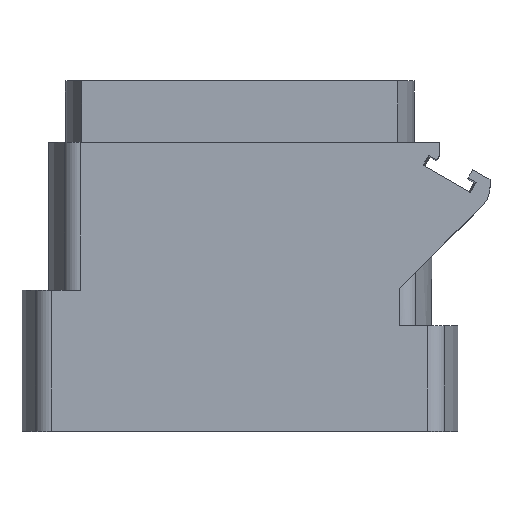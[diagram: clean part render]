
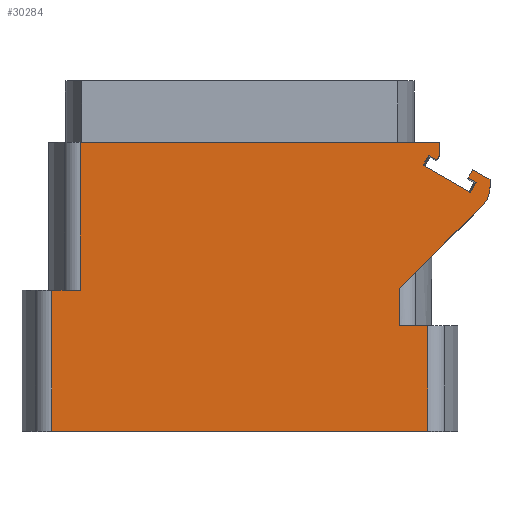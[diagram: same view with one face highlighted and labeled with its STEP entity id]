
A CAD part, top view. The second image highlights one B-rep face of the part: STEP entity #30284.
In plain terms, the highlighted planar face has unit normal (0, 0, 1).
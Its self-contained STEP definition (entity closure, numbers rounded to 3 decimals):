
#16=DIRECTION('',(1.,0.,0.));
#17=VECTOR('',#16,21.35);
#18=CARTESIAN_POINT('',(-10.675,0.,5.));
#19=LINE('',#18,#17);
#173=DIRECTION('',(-1.,0.,0.));
#174=VECTOR('',#173,1.619);
#175=CARTESIAN_POINT('',(10.675,6.,5.));
#176=LINE('',#175,#174);
#190=DIRECTION('',(0.,-1.,0.));
#191=VECTOR('',#190,8.4);
#192=CARTESIAN_POINT('',(-9.056,16.4,5.));
#193=LINE('',#192,#191);
#194=DIRECTION('',(0.,-1.,0.));
#195=VECTOR('',#194,0.696);
#196=CARTESIAN_POINT('',(11.355,16.4,5.));
#197=LINE('',#196,#195);
#198=DIRECTION('',(-0.5,-0.866,0.));
#199=VECTOR('',#198,0.35);
#200=CARTESIAN_POINT('',(11.355,15.704,5.));
#201=LINE('',#200,#199);
#202=DIRECTION('',(0.866,-0.5,0.));
#203=VECTOR('',#202,0.525);
#204=CARTESIAN_POINT('',(10.725,15.663,5.));
#205=LINE('',#204,#203);
#206=DIRECTION('',(0.866,-0.5,0.));
#207=VECTOR('',#206,3.1);
#208=CARTESIAN_POINT('',(10.4,15.1,5.));
#209=LINE('',#208,#207);
#210=DIRECTION('',(0.866,-0.5,0.));
#211=VECTOR('',#210,0.525);
#212=CARTESIAN_POINT('',(12.955,14.375,5.));
#213=LINE('',#212,#211);
#214=DIRECTION('',(0.5,0.866,0.));
#215=VECTOR('',#214,0.55);
#216=CARTESIAN_POINT('',(12.955,14.375,5.));
#217=LINE('',#216,#215);
#218=DIRECTION('',(0.866,-0.5,0.));
#219=VECTOR('',#218,1.12);
#220=CARTESIAN_POINT('',(13.23,14.852,5.));
#221=LINE('',#220,#219);
#222=CARTESIAN_POINT('',(12.7,13.872,5.));
#223=DIRECTION('',(0.,0.,1.));
#224=DIRECTION('',(0.707,-0.707,0.));
#225=AXIS2_PLACEMENT_3D('',#222,#223,#224);
#227=DIRECTION('',(0.,1.,0.));
#228=VECTOR('',#227,2.107);
#229=CARTESIAN_POINT('',(9.056,6.,5.));
#230=LINE('',#229,#228);
#231=DIRECTION('',(0.,1.,0.));
#232=VECTOR('',#231,6.);
#233=CARTESIAN_POINT('',(10.675,0.,5.));
#234=LINE('',#233,#232);
#235=DIRECTION('',(0.,-1.,0.));
#236=VECTOR('',#235,8.);
#237=CARTESIAN_POINT('',(-10.675,8.,5.));
#238=LINE('',#237,#236);
#261=DIRECTION('',(-1.,0.,0.));
#262=VECTOR('',#261,1.619);
#263=CARTESIAN_POINT('',(-9.056,8.,5.));
#264=LINE('',#263,#262);
#303=DIRECTION('',(1.,0.,0.));
#304=VECTOR('',#303,20.411);
#305=CARTESIAN_POINT('',(-9.056,16.4,5.));
#306=LINE('',#305,#304);
#349=DIRECTION('',(0.5,0.866,0.));
#350=VECTOR('',#349,0.65);
#351=CARTESIAN_POINT('',(10.4,15.1,5.));
#352=LINE('',#351,#350);
#397=DIRECTION('',(0.,1.,0.));
#398=VECTOR('',#397,0.419);
#399=CARTESIAN_POINT('',(14.2,13.872,5.));
#400=LINE('',#399,#398);
#433=DIRECTION('',(0.707,0.707,0.));
#434=VECTOR('',#433,6.653);
#435=CARTESIAN_POINT('',(9.056,8.107,5.));
#436=LINE('',#435,#434);
#453=DIRECTION('',(-0.5,-0.866,0.));
#454=VECTOR('',#453,0.65);
#455=CARTESIAN_POINT('',(13.41,14.113,5.));
#456=LINE('',#455,#454);
#25366=CARTESIAN_POINT('',(11.355,16.4,5.));
#25368=VERTEX_POINT('',#25366);
#25376=CARTESIAN_POINT('',(13.23,14.852,5.));
#25377=CARTESIAN_POINT('',(14.2,14.292,5.));
#25378=VERTEX_POINT('',#25376);
#25379=VERTEX_POINT('',#25377);
#25380=CARTESIAN_POINT('',(11.355,15.704,5.));
#25381=VERTEX_POINT('',#25380);
#25382=CARTESIAN_POINT('',(10.4,15.1,5.));
#25384=VERTEX_POINT('',#25382);
#25392=CARTESIAN_POINT('',(13.085,13.55,5.));
#25393=VERTEX_POINT('',#25392);
#25394=CARTESIAN_POINT('',(10.725,15.663,5.));
#25395=CARTESIAN_POINT('',(11.18,15.4,5.));
#25396=VERTEX_POINT('',#25394);
#25397=VERTEX_POINT('',#25395);
#25398=CARTESIAN_POINT('',(12.955,14.375,5.));
#25399=CARTESIAN_POINT('',(13.41,14.113,5.));
#25400=VERTEX_POINT('',#25398);
#25401=VERTEX_POINT('',#25399);
#25422=CARTESIAN_POINT('',(-9.056,16.4,5.));
#25423=VERTEX_POINT('',#25422);
#25424=CARTESIAN_POINT('',(-9.056,8.,5.));
#25425=VERTEX_POINT('',#25424);
#25430=CARTESIAN_POINT('',(9.056,6.,5.));
#25431=CARTESIAN_POINT('',(9.056,8.107,5.));
#25432=VERTEX_POINT('',#25430);
#25433=VERTEX_POINT('',#25431);
#25458=CARTESIAN_POINT('',(-10.675,0.,5.));
#25460=VERTEX_POINT('',#25458);
#25464=CARTESIAN_POINT('',(-10.675,8.,5.));
#25465=VERTEX_POINT('',#25464);
#25466=CARTESIAN_POINT('',(10.675,6.,5.));
#25468=VERTEX_POINT('',#25466);
#25472=CARTESIAN_POINT('',(10.675,0.,5.));
#25473=VERTEX_POINT('',#25472);
#25486=CARTESIAN_POINT('',(13.761,12.812,5.));
#25487=VERTEX_POINT('',#25486);
#25488=CARTESIAN_POINT('',(14.2,13.872,5.));
#25489=VERTEX_POINT('',#25488);
#30241=CARTESIAN_POINT('',(-11.347,0.,5.));
#30242=DIRECTION('',(0.,0.,1.));
#30243=DIRECTION('',(1.,0.,0.));
#30244=AXIS2_PLACEMENT_3D('',#30241,#30242,#30243);
#30245=PLANE('',#30244);
#30247=ORIENTED_EDGE('',*,*,#30246,.F.);
#30249=ORIENTED_EDGE('',*,*,#30248,.T.);
#30251=ORIENTED_EDGE('',*,*,#30250,.T.);
#30253=ORIENTED_EDGE('',*,*,#30252,.T.);
#30255=ORIENTED_EDGE('',*,*,#30254,.F.);
#30257=ORIENTED_EDGE('',*,*,#30256,.F.);
#30259=ORIENTED_EDGE('',*,*,#30258,.T.);
#30261=ORIENTED_EDGE('',*,*,#30260,.F.);
#30263=ORIENTED_EDGE('',*,*,#30262,.F.);
#30265=ORIENTED_EDGE('',*,*,#30264,.T.);
#30267=ORIENTED_EDGE('',*,*,#30266,.T.);
#30269=ORIENTED_EDGE('',*,*,#30268,.F.);
#30271=ORIENTED_EDGE('',*,*,#30270,.F.);
#30273=ORIENTED_EDGE('',*,*,#30272,.F.);
#30274=ORIENTED_EDGE('',*,*,#30175,.F.);
#30275=ORIENTED_EDGE('',*,*,#30196,.F.);
#30276=ORIENTED_EDGE('',*,*,#30236,.F.);
#30277=ORIENTED_EDGE('',*,*,#30063,.F.);
#30279=ORIENTED_EDGE('',*,*,#30278,.F.);
#30281=ORIENTED_EDGE('',*,*,#30280,.F.);
#30282=EDGE_LOOP('',(#30247,#30249,#30251,#30253,#30255,#30257,#30259,#30261,
#30263,#30265,#30267,#30269,#30271,#30273,#30274,#30275,#30276,#30277,#30279,
#30281));
#30283=FACE_OUTER_BOUND('',#30282,.F.);
#30284=ADVANCED_FACE('',(#30283),#30245,.T.);
#226=CIRCLE('',#225,1.5);
#30063=EDGE_CURVE('',#25460,#25473,#19,.T.);
#30175=EDGE_CURVE('',#25432,#25433,#230,.T.);
#30196=EDGE_CURVE('',#25468,#25432,#176,.T.);
#30236=EDGE_CURVE('',#25473,#25468,#234,.T.);
#30246=EDGE_CURVE('',#25423,#25425,#193,.T.);
#30248=EDGE_CURVE('',#25423,#25368,#306,.T.);
#30250=EDGE_CURVE('',#25368,#25381,#197,.T.);
#30252=EDGE_CURVE('',#25381,#25397,#201,.T.);
#30254=EDGE_CURVE('',#25396,#25397,#205,.T.);
#30256=EDGE_CURVE('',#25384,#25396,#352,.T.);
#30258=EDGE_CURVE('',#25384,#25393,#209,.T.);
#30260=EDGE_CURVE('',#25401,#25393,#456,.T.);
#30262=EDGE_CURVE('',#25400,#25401,#213,.T.);
#30264=EDGE_CURVE('',#25400,#25378,#217,.T.);
#30266=EDGE_CURVE('',#25378,#25379,#221,.T.);
#30268=EDGE_CURVE('',#25489,#25379,#400,.T.);
#30270=EDGE_CURVE('',#25487,#25489,#226,.T.);
#30272=EDGE_CURVE('',#25433,#25487,#436,.T.);
#30278=EDGE_CURVE('',#25465,#25460,#238,.T.);
#30280=EDGE_CURVE('',#25425,#25465,#264,.T.);
